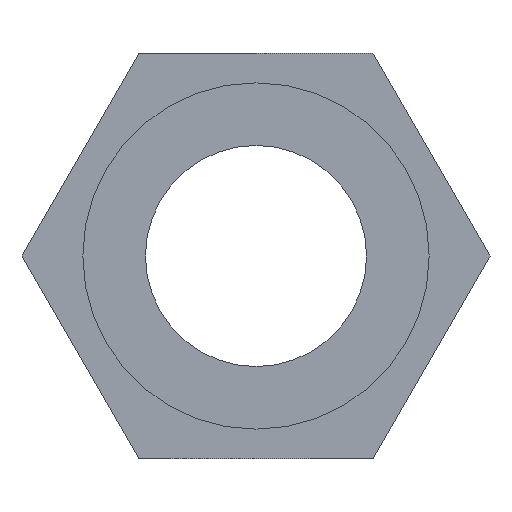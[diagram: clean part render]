
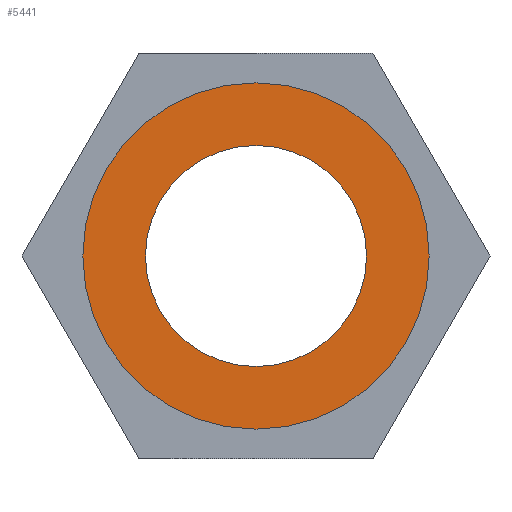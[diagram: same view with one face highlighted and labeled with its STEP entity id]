
A CAD part, left-side view. The second image highlights one B-rep face of the part: STEP entity #5441.
In plain terms, the highlighted planar face has unit normal (-1, 0, 0).
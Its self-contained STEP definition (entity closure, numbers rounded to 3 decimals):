
#45 = CIRCLE ( 'NONE', #4255, 3. ) ;
#49 = ORIENTED_EDGE ( 'NONE', *, *, #4548, .T. ) ;
#345 = EDGE_CURVE ( 'NONE', #4821, #3457, #2266, .T. ) ;
#399 = CARTESIAN_POINT ( 'NONE',  ( 0., 0., 0. ) ) ;
#424 = DIRECTION ( 'NONE',  ( -1., 0., 0. ) ) ;
#503 = DIRECTION ( 'NONE',  ( -1., 0., 0. ) ) ;
#677 = DIRECTION ( 'NONE',  ( 0., 0., -1. ) ) ;
#828 = ORIENTED_EDGE ( 'NONE', *, *, #3320, .T. ) ;
#859 = AXIS2_PLACEMENT_3D ( 'NONE', #1061, #2390, #677 ) ;
#929 = FACE_OUTER_BOUND ( 'NONE', #4450, .T. ) ;
#1061 = CARTESIAN_POINT ( 'NONE',  ( 0., 0., 0. ) ) ;
#1207 = VERTEX_POINT ( 'NONE', #3567 ) ;
#1893 = FACE_BOUND ( 'NONE', #1961, .T. ) ;
#1961 = EDGE_LOOP ( 'NONE', ( #2883, #49 ) ) ;
#2251 = DIRECTION ( 'NONE',  ( 1., 0., 0. ) ) ;
#2266 = CIRCLE ( 'NONE', #2992, 4.7 ) ;
#2307 = CARTESIAN_POINT ( 'NONE',  ( 0., 0., 0. ) ) ;
#2311 = EDGE_CURVE ( 'NONE', #3050, #1207, #45, .T. ) ;
#2390 = DIRECTION ( 'NONE',  ( 1., 0., 0. ) ) ;
#2700 = CARTESIAN_POINT ( 'NONE',  ( 0., 0., 3. ) ) ;
#2883 = ORIENTED_EDGE ( 'NONE', *, *, #2311, .T. ) ;
#2992 = AXIS2_PLACEMENT_3D ( 'NONE', #4692, #424, #5154 ) ;
#3012 = CIRCLE ( 'NONE', #859, 3. ) ;
#3050 = VERTEX_POINT ( 'NONE', #2700 ) ;
#3068 = PLANE ( 'NONE',  #5181 ) ;
#3154 = DIRECTION ( 'NONE',  ( 0., 0., -1. ) ) ;
#3283 = DIRECTION ( 'NONE',  ( 0., 0., -1. ) ) ;
#3320 = EDGE_CURVE ( 'NONE', #3457, #4821, #4893, .T. ) ;
#3457 = VERTEX_POINT ( 'NONE', #4061 ) ;
#3567 = CARTESIAN_POINT ( 'NONE',  ( 0., 0., -3. ) ) ;
#3641 = AXIS2_PLACEMENT_3D ( 'NONE', #399, #503, #4750 ) ;
#3950 = CARTESIAN_POINT ( 'NONE',  ( 0., 0., 0. ) ) ;
#4061 = CARTESIAN_POINT ( 'NONE',  ( 0., 0., 4.7 ) ) ;
#4255 = AXIS2_PLACEMENT_3D ( 'NONE', #3950, #4393, #3283 ) ;
#4393 = DIRECTION ( 'NONE',  ( 1., 0., 0. ) ) ;
#4450 = EDGE_LOOP ( 'NONE', ( #828, #4953 ) ) ;
#4548 = EDGE_CURVE ( 'NONE', #1207, #3050, #3012, .T. ) ;
#4692 = CARTESIAN_POINT ( 'NONE',  ( 0., 0., 0. ) ) ;
#4750 = DIRECTION ( 'NONE',  ( 0., 0., 1. ) ) ;
#4821 = VERTEX_POINT ( 'NONE', #5152 ) ;
#4893 = CIRCLE ( 'NONE', #3641, 4.7 ) ;
#4953 = ORIENTED_EDGE ( 'NONE', *, *, #345, .T. ) ;
#5152 = CARTESIAN_POINT ( 'NONE',  ( 0., 0., -4.7 ) ) ;
#5154 = DIRECTION ( 'NONE',  ( 0., 0., 1. ) ) ;
#5181 = AXIS2_PLACEMENT_3D ( 'NONE', #2307, #2251, #3154 ) ;
#5441 = ADVANCED_FACE ( 'NONE', ( #1893, #929 ), #3068, .F. ) ;
